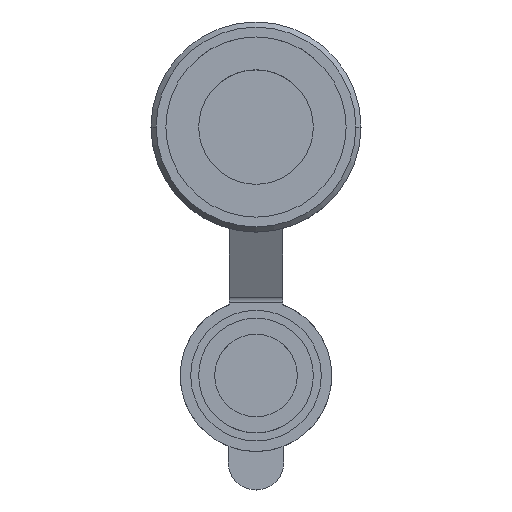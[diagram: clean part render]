
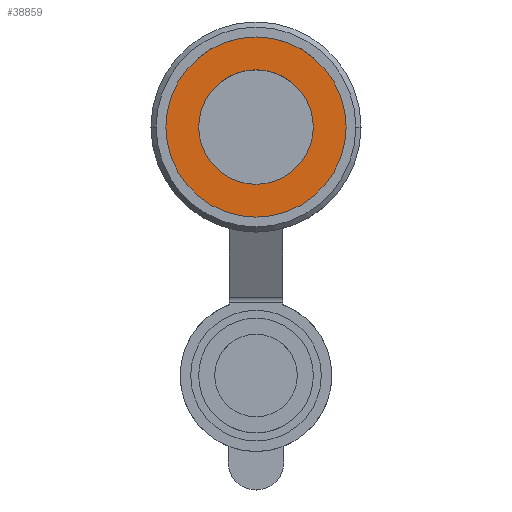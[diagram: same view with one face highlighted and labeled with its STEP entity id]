
A CAD part, top view. The second image highlights one B-rep face of the part: STEP entity #38859.
In plain terms, the highlighted planar face has unit normal (0, 0, 1).
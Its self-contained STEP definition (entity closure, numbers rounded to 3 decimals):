
#3234 = CARTESIAN_POINT ( 'NONE',  ( 20.15, 11.4, 4. ) ) ;
#3291 = DIRECTION ( 'NONE',  ( -1., 0., 0. ) ) ;
#3340 = VERTEX_POINT ( 'NONE', #46749 ) ;
#5880 = ORIENTED_EDGE ( 'NONE', *, *, #7496, .F. ) ;
#6907 = AXIS2_PLACEMENT_3D ( 'NONE', #57540, #28429, #21550 ) ;
#7086 = CIRCLE ( 'NONE', #19196, 10.75 ) ;
#7496 = EDGE_CURVE ( 'NONE', #74693, #3340, #64332, .T. ) ;
#8950 = EDGE_CURVE ( 'NONE', #51283, #39819, #62314, .T. ) ;
#10613 = EDGE_LOOP ( 'NONE', ( #45909, #5880 ) ) ;
#11424 = CARTESIAN_POINT ( 'NONE',  ( 16.9, 0., 4. ) ) ;
#12157 = DIRECTION ( 'NONE',  ( 1., 0., 0. ) ) ;
#14635 = AXIS2_PLACEMENT_3D ( 'NONE', #3234, #63527, #69862 ) ;
#18366 = FACE_BOUND ( 'NONE', #10613, .T. ) ;
#19196 = AXIS2_PLACEMENT_3D ( 'NONE', #72457, #48401, #12157 ) ;
#21550 = DIRECTION ( 'NONE',  ( 1., 0., 0. ) ) ;
#22599 = ORIENTED_EDGE ( 'NONE', *, *, #8950, .F. ) ;
#22932 = DIRECTION ( 'NONE',  ( -1., 0., 0. ) ) ;
#23193 = CARTESIAN_POINT ( 'NONE',  ( 0., 0., 4. ) ) ;
#25209 = CARTESIAN_POINT ( 'NONE',  ( -10.75, 0., 4. ) ) ;
#27199 = CARTESIAN_POINT ( 'NONE',  ( -16.9, 0., 4. ) ) ;
#28341 = PLANE ( 'NONE',  #14635 ) ;
#28429 = DIRECTION ( 'NONE',  ( 0., 0., 1. ) ) ;
#28498 = DIRECTION ( 'NONE',  ( 0., 0., -1. ) ) ;
#34830 = AXIS2_PLACEMENT_3D ( 'NONE', #45348, #69652, #3291 ) ;
#38859 = ADVANCED_FACE ( 'NONE', ( #58204, #18366 ), #28341, .F. ) ;
#39819 = VERTEX_POINT ( 'NONE', #27199 ) ;
#41288 = EDGE_LOOP ( 'NONE', ( #22599, #62689 ) ) ;
#45348 = CARTESIAN_POINT ( 'NONE',  ( 0., 0., 4. ) ) ;
#45909 = ORIENTED_EDGE ( 'NONE', *, *, #66433, .F. ) ;
#45981 = EDGE_CURVE ( 'NONE', #39819, #51283, #59052, .T. ) ;
#46749 = CARTESIAN_POINT ( 'NONE',  ( 10.75, 0., 4. ) ) ;
#48401 = DIRECTION ( 'NONE',  ( 0., 0., 1. ) ) ;
#51283 = VERTEX_POINT ( 'NONE', #11424 ) ;
#51959 = AXIS2_PLACEMENT_3D ( 'NONE', #23193, #28498, #22932 ) ;
#57540 = CARTESIAN_POINT ( 'NONE',  ( 0., 0., 4. ) ) ;
#58204 = FACE_OUTER_BOUND ( 'NONE', #41288, .T. ) ;
#59052 = CIRCLE ( 'NONE', #51959, 16.9 ) ;
#62314 = CIRCLE ( 'NONE', #34830, 16.9 ) ;
#62689 = ORIENTED_EDGE ( 'NONE', *, *, #45981, .F. ) ;
#63527 = DIRECTION ( 'NONE',  ( 0., 0., -1. ) ) ;
#64332 = CIRCLE ( 'NONE', #6907, 10.75 ) ;
#66433 = EDGE_CURVE ( 'NONE', #3340, #74693, #7086, .T. ) ;
#69652 = DIRECTION ( 'NONE',  ( 0., 0., -1. ) ) ;
#69862 = DIRECTION ( 'NONE',  ( -1., 0., 0. ) ) ;
#72457 = CARTESIAN_POINT ( 'NONE',  ( 0., 0., 4. ) ) ;
#74693 = VERTEX_POINT ( 'NONE', #25209 ) ;
